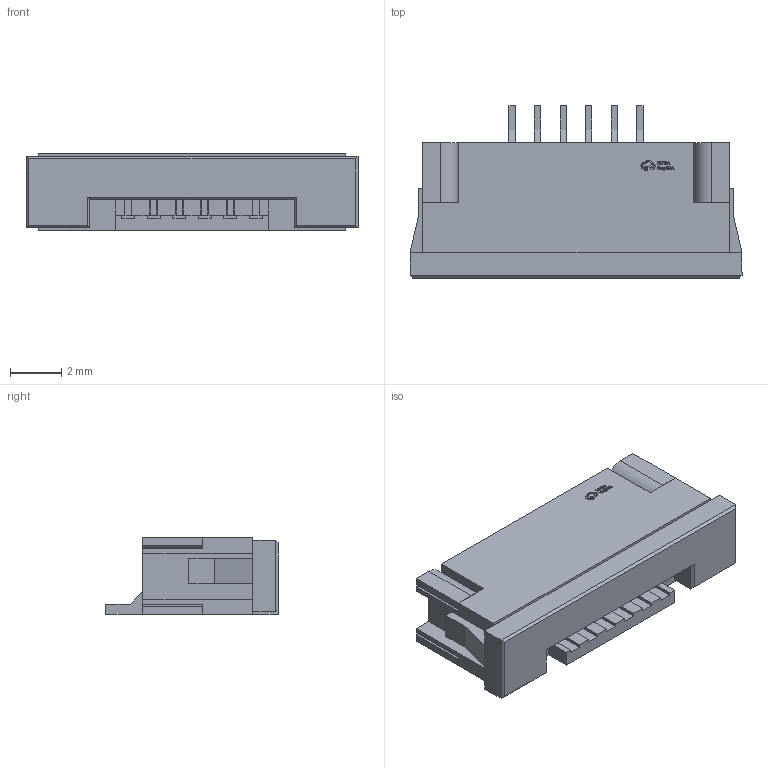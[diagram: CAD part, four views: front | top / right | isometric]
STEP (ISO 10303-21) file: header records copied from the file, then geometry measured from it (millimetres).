
FILE_DESCRIPTION (( 'STEP AP214' ), '1' );
FILE_NAME ('FPC-SMD_6P-P1.00_AFA07-S06FCC-00.step', '2022-07-06T12:01:08', ( '' ), ( '' ), 'SwSTEP 2.0', 'SolidWorks 2020', '' );
FILE_SCHEMA (( 'AUTOMOTIVE_DESIGN' ));
Length unit declared in the file: millimetre
Products named in the file (1): FPC-SMD_6P-P1.00_AFA07-S06FCC-00
Bounding box: 13 x 6.75 x 3.01 mm (x, y, z)
Volume: 171.7 mm3; surface area: 578.5 mm2
Topology: 10 solids, 10 shells, 564 faces, 1576 edges, 1046 vertices
Faces by surface type: plane 406, bspline 146, cylinder 12
Entity records: 25335 total; most frequent: CARTESIAN_POINT 6797, ORIENTED_EDGE 3152, DIRECTION 2142, EDGE_CURVE 1576, LINE 1256, VECTOR 1256, VERTEX_POINT 1046, EDGE_LOOP 590
